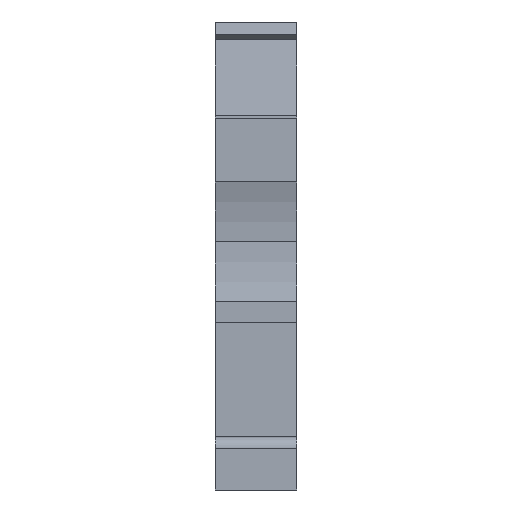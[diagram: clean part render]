
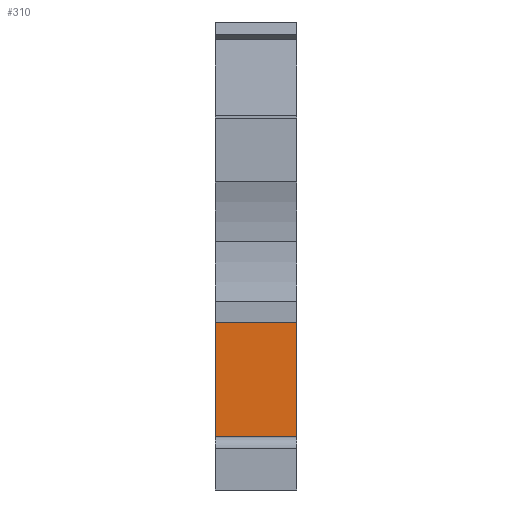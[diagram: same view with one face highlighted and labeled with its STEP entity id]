
A CAD part, front view. The second image highlights one B-rep face of the part: STEP entity #310.
In plain terms, the highlighted planar face has unit normal (0, -1, 0).
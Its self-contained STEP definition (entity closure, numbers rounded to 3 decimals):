
#310=ADVANCED_FACE('',(#780),#781,.T.);
#780=FACE_OUTER_BOUND('',#1411,.T.);
#781=PLANE('',#1412);
#1411=EDGE_LOOP('',(#2348,#2349,#2350,#2351,#2352,#2353));
#1412=AXIS2_PLACEMENT_3D('',#2354,#2355,#2356);
#2348=ORIENTED_EDGE('',*,*,#3980,.F.);
#2349=ORIENTED_EDGE('',*,*,#4163,.F.);
#2350=ORIENTED_EDGE('',*,*,#4164,.F.);
#2351=ORIENTED_EDGE('',*,*,#4098,.F.);
#2352=ORIENTED_EDGE('',*,*,#4165,.T.);
#2353=ORIENTED_EDGE('',*,*,#4166,.F.);
#2354=CARTESIAN_POINT('',(5.65,3.6,6.506));
#2355=DIRECTION('',(0.,-1.0,0.));
#2356=DIRECTION('',(1.0,0.,0.));
#3980=EDGE_CURVE('',#4835,#4837,#4838,.T.);
#4098=EDGE_CURVE('',#5041,#5042,#5043,.T.);
#4163=EDGE_CURVE('',#5145,#4835,#5146,.T.);
#4164=EDGE_CURVE('',#5042,#5145,#5147,.T.);
#4165=EDGE_CURVE('',#5041,#5148,#5149,.T.);
#4166=EDGE_CURVE('',#4837,#5148,#5150,.T.);
#4835=VERTEX_POINT('',#6579);
#4837=VERTEX_POINT('',#6582);
#4838=LINE('',#6583,#6584);
#5041=VERTEX_POINT('',#7405);
#5042=VERTEX_POINT('',#7406);
#5043=LINE('',#7407,#7408);
#5145=VERTEX_POINT('',#7554);
#5146=LINE('',#7555,#7556);
#5147=LINE('',#7557,#7558);
#5148=VERTEX_POINT('',#7559);
#5149=LINE('',#7560,#7561);
#5150=LINE('',#7562,#7563);
#6579=CARTESIAN_POINT('',(6.15,3.6,12.6));
#6582=CARTESIAN_POINT('',(6.15,3.6,1.5));
#6583=CARTESIAN_POINT('',(6.15,3.6,15.25));
#6584=VECTOR('',#9414,1.0);
#7405=CARTESIAN_POINT('',(1.,3.6,4.));
#7406=CARTESIAN_POINT('',(0.,3.6,4.));
#7407=CARTESIAN_POINT('',(5.15,3.6,4.));
#7408=VECTOR('',#9532,1.0);
#7554=CARTESIAN_POINT('',(0.0,3.6,12.6));
#7555=CARTESIAN_POINT('',(5.15,3.6,12.6));
#7556=VECTOR('',#9601,1.0);
#7557=CARTESIAN_POINT('',(0.,3.6,15.25));
#7558=VECTOR('',#9602,1.0);
#7559=CARTESIAN_POINT('',(1.,3.6,1.5));
#7560=CARTESIAN_POINT('',(1.,3.6,15.25));
#7561=VECTOR('',#9603,1.0);
#7562=CARTESIAN_POINT('',(5.15,3.6,1.5));
#7563=VECTOR('',#9604,1.0);
#9414=DIRECTION('',(0.,0.,-1.0));
#9532=DIRECTION('',(-1.0,0.,0.));
#9601=DIRECTION('',(1.0,0.,0.));
#9602=DIRECTION('',(0.,0.,1.0));
#9603=DIRECTION('',(0.,0.,-1.0));
#9604=DIRECTION('',(-1.0,0.,0.));
